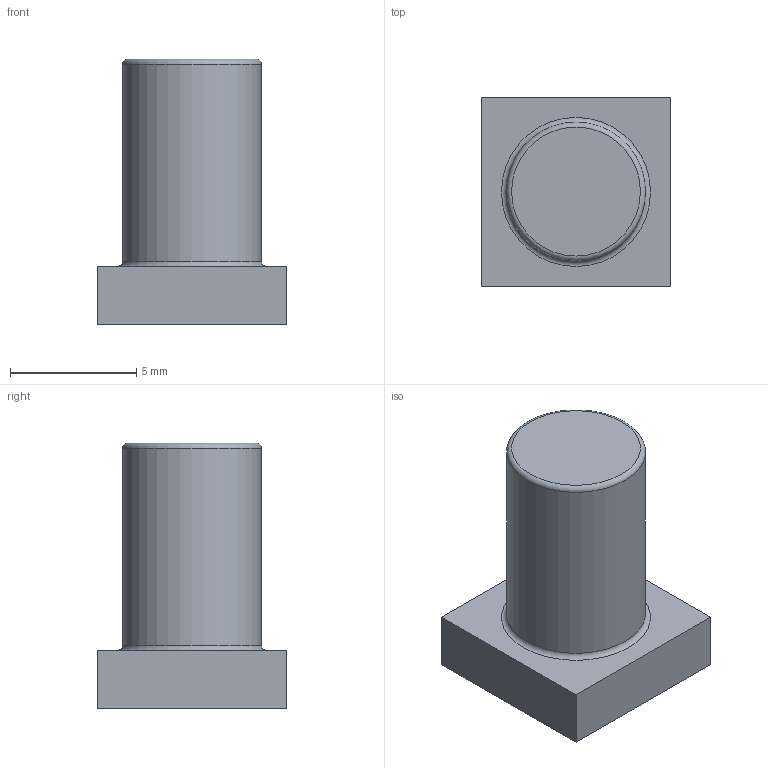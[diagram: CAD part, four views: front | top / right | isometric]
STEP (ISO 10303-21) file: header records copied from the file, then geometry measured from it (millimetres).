
FILE_DESCRIPTION(/* description */ (''),/* implementation_level */ '2;1');
FILE_NAME(/* name */ 'GENERIC_10_5mm_cap.step',/* time_stamp */ '2025-04-27T10:12:58+02:00',/* author */ (''),/* organization */ (''),/* preprocessor_version */ 'ST-DEVELOPER v20.1',/* originating_system */ 'Autodesk Translation Framework v14.4.0.0',/* authorisation */ '');
FILE_SCHEMA (('AUTOMOTIVE_DESIGN { 1 0 10303 214 3 1 1 }'));
Length unit declared in the file: millimetre
Products named in the file (2): TC002-N11AXXX-RGB; S2
Assembly tree (1 placements, depth 2):
  TC002-N11AXXX-RGB
    S2
Bounding box: 7.5 x 7.5 x 10.5 mm (x, y, z)
Volume: 289.1 mm3; surface area: 347.5 mm2
Topology: 1 solids, 1 shells, 15 faces, 31 edges, 20 vertices
Faces by surface type: plane 12, torus 2, cylinder 1
Full cylindrical faces by diameter (mm): 5.5 x1
Entity records: 455 total; most frequent: DIRECTION 73, CARTESIAN_POINT 69, ORIENTED_EDGE 62, EDGE_CURVE 31, LINE 25, VECTOR 25, AXIS2_PLACEMENT_3D 24, VERTEX_POINT 20
